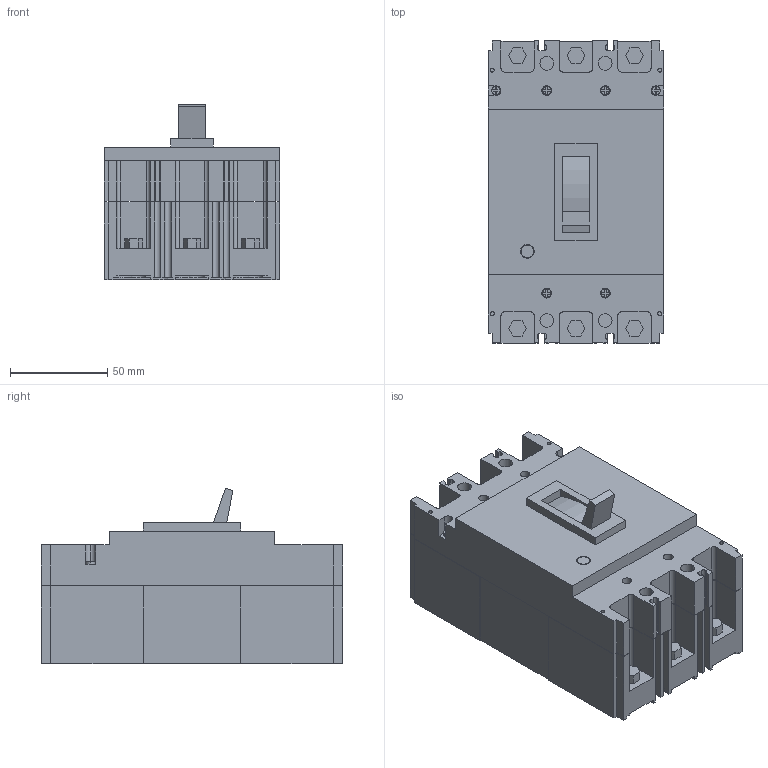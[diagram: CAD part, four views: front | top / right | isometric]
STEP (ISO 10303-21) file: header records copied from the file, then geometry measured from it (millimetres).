
FILE_DESCRIPTION (( 'STEP AP203' ), '1' );
FILE_NAME ('Âûêëþ÷àòåëü àâòîìàòè÷åñêèé ÂÀ-99Ì 100 100À.STEP', '2016-10-26T14:02:04', ( 'kuryshev' ), ( '' ), 'SwSTEP 2.0', 'SolidWorks 2010', '' );
FILE_SCHEMA (( 'CONFIG_CONTROL_DESIGN' ));
Length unit declared in the file: millimetre
Products named in the file (1): Âûêëþ÷àòåëü àâòîìàòè÷åñêèé ÂÀ-99Ì 100 100À
Bounding box: 90 x 155 x 90 mm (x, y, z)
Volume: 793054.4 mm3; surface area: 95455.7 mm2
Topology: 1 solids, 1 shells, 678 faces, 1865 edges, 1234 vertices
Faces by surface type: plane 523, cylinder 155
Entity records: 21444 total; most frequent: CARTESIAN_POINT 3778, ORIENTED_EDGE 3730, DIRECTION 3545, EDGE_CURVE 1865, VECTOR 1543, LINE 1543, VERTEX_POINT 1234, AXIS2_PLACEMENT_3D 1001
